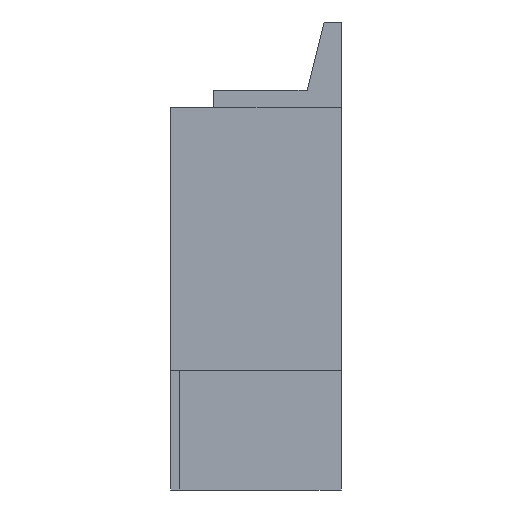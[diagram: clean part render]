
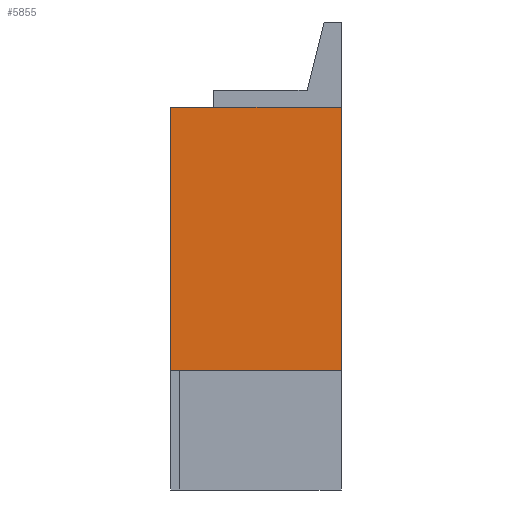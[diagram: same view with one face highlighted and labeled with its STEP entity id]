
A CAD part, left-side view. The second image highlights one B-rep face of the part: STEP entity #5855.
In plain terms, the highlighted planar face has unit normal (-1, 0, 0).
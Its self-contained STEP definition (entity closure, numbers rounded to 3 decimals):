
#411=FACE_OUTER_BOUND('',#741,.T.);
#741=EDGE_LOOP('',(#5183,#5184,#5185,#5186));
#1524=LINE('',#9319,#2310);
#1526=LINE('',#9323,#2312);
#1527=LINE('',#9325,#2313);
#1528=LINE('',#9326,#2314);
#2310=VECTOR('',#7673,10.);
#2312=VECTOR('',#7677,10.);
#2313=VECTOR('',#7678,10.);
#2314=VECTOR('',#7679,10.);
#2837=VERTEX_POINT('',#9316);
#2838=VERTEX_POINT('',#9318);
#2839=VERTEX_POINT('',#9322);
#2840=VERTEX_POINT('',#9324);
#3620=EDGE_CURVE('',#2837,#2838,#1524,.T.);
#3622=EDGE_CURVE('',#2837,#2839,#1526,.T.);
#3623=EDGE_CURVE('',#2839,#2840,#1527,.T.);
#3624=EDGE_CURVE('',#2840,#2838,#1528,.T.);
#5183=ORIENTED_EDGE('',*,*,#3622,.T.);
#5184=ORIENTED_EDGE('',*,*,#3623,.T.);
#5185=ORIENTED_EDGE('',*,*,#3624,.T.);
#5186=ORIENTED_EDGE('',*,*,#3620,.F.);
#5525=PLANE('',#6233);
#5855=ADVANCED_FACE('',(#411),#5525,.F.);
#6233=AXIS2_PLACEMENT_3D('',#9321,#7675,#7676);
#7673=DIRECTION('',(0.,1.,0.));
#7675=DIRECTION('center_axis',(1.,0.,0.));
#7676=DIRECTION('ref_axis',(0.,0.,-1.));
#7677=DIRECTION('',(0.,0.,1.));
#7678=DIRECTION('',(0.,1.,0.));
#7679=DIRECTION('',(0.,0.,-1.));
#9316=CARTESIAN_POINT('',(-9.675,0.,1.4));
#9318=CARTESIAN_POINT('',(-9.675,2.,1.4));
#9319=CARTESIAN_POINT('',(-9.675,0.,1.4));
#9321=CARTESIAN_POINT('Origin',(-9.675,0.,4.5));
#9322=CARTESIAN_POINT('',(-9.675,0.,4.5));
#9323=CARTESIAN_POINT('',(-9.675,0.,1.4));
#9324=CARTESIAN_POINT('',(-9.675,2.,4.5));
#9325=CARTESIAN_POINT('',(-9.675,0.,4.5));
#9326=CARTESIAN_POINT('',(-9.675,2.,1.4));
